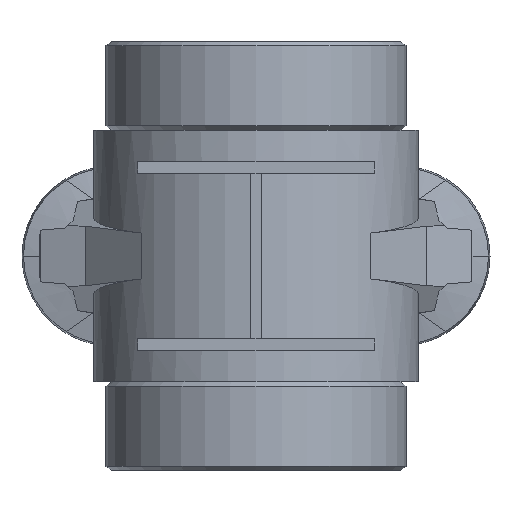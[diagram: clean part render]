
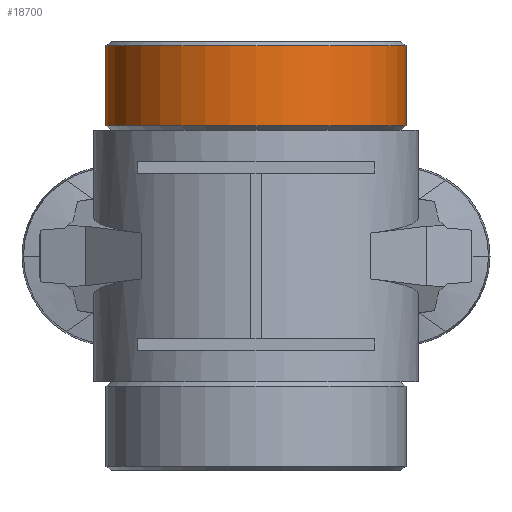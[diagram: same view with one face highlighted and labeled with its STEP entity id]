
A CAD part, front view. The second image highlights one B-rep face of the part: STEP entity #18700.
In plain terms, the highlighted cylindrical face has radius 254 mm (diameter 508 mm), a partial arc.
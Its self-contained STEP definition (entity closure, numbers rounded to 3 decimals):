
#475 = DIRECTION ( 'NONE',  ( 0., 0., 1. ) ) ;
#481 = CARTESIAN_POINT ( 'NONE',  ( 254., 0., 264.8 ) ) ;
#553 = DIRECTION ( 'NONE',  ( 0., 0., 1. ) ) ;
#554 = CARTESIAN_POINT ( 'NONE',  ( -254., 0., 264.8 ) ) ;
#1508 = ORIENTED_EDGE ( 'NONE', *, *, #20616, .F. ) ;
#1510 = ORIENTED_EDGE ( 'NONE', *, *, #18988, .T. ) ;
#1513 = ORIENTED_EDGE ( 'NONE', *, *, #20584, .T. ) ;
#1517 = ORIENTED_EDGE ( 'NONE', *, *, #18987, .F. ) ;
#5143 = AXIS2_PLACEMENT_3D ( 'NONE', #16799, #16797, #16795 ) ;
#12682 = FACE_OUTER_BOUND ( 'NONE', #19510, .T. ) ;
#12720 = CYLINDRICAL_SURFACE ( 'NONE', #5143, 254. ) ;
#13452 = CIRCLE ( 'NONE', #17155, 254. ) ;
#13458 = CIRCLE ( 'NONE', #17154, 254. ) ;
#13890 = LINE ( 'NONE', #481, #13900 ) ;
#13900 = VECTOR ( 'NONE', #475, 1000. ) ;
#13996 = LINE ( 'NONE', #554, #14000 ) ;
#14000 = VECTOR ( 'NONE', #553, 1000. ) ;
#16795 = DIRECTION ( 'NONE',  ( 1., 0., 0. ) ) ;
#16797 = DIRECTION ( 'NONE',  ( 0., 0., 1. ) ) ;
#16799 = CARTESIAN_POINT ( 'NONE',  ( 0., 0., 264.8 ) ) ;
#17154 = AXIS2_PLACEMENT_3D ( 'NONE', #17506, #17507, #17508 ) ;
#17155 = AXIS2_PLACEMENT_3D ( 'NONE', #17509, #17510, #17511 ) ;
#17506 = CARTESIAN_POINT ( 'NONE',  ( 0., 0., 355.71 ) ) ;
#17507 = DIRECTION ( 'NONE',  ( 0., 0., 1. ) ) ;
#17508 = DIRECTION ( 'NONE',  ( 1., 0., 0. ) ) ;
#17509 = CARTESIAN_POINT ( 'NONE',  ( 0., 0., 220.29 ) ) ;
#17510 = DIRECTION ( 'NONE',  ( 0., 0., 1. ) ) ;
#17511 = DIRECTION ( 'NONE',  ( 1., 0., 0. ) ) ;
#17665 = CARTESIAN_POINT ( 'NONE',  ( -254., 0., 355.71 ) ) ;
#17666 = CARTESIAN_POINT ( 'NONE',  ( 254., 0., 355.71 ) ) ;
#17782 = CARTESIAN_POINT ( 'NONE',  ( -254., 0., 220.29 ) ) ;
#17788 = CARTESIAN_POINT ( 'NONE',  ( 254., 0., 220.29 ) ) ;
#18700 = ADVANCED_FACE ( 'NONE', ( #12682 ), #12720, .T. ) ;
#18987 = EDGE_CURVE ( 'NONE', #20104, #20105, #13458, .T. ) ;
#18988 = EDGE_CURVE ( 'NONE', #20221, #20227, #13452, .T. ) ;
#19510 = EDGE_LOOP ( 'NONE', ( #1508, #1510, #1513, #1517 ) ) ;
#20104 = VERTEX_POINT ( 'NONE', #17665 ) ;
#20105 = VERTEX_POINT ( 'NONE', #17666 ) ;
#20221 = VERTEX_POINT ( 'NONE', #17782 ) ;
#20227 = VERTEX_POINT ( 'NONE', #17788 ) ;
#20584 = EDGE_CURVE ( 'NONE', #20227, #20105, #13890, .T. ) ;
#20616 = EDGE_CURVE ( 'NONE', #20221, #20104, #13996, .T. ) ;
